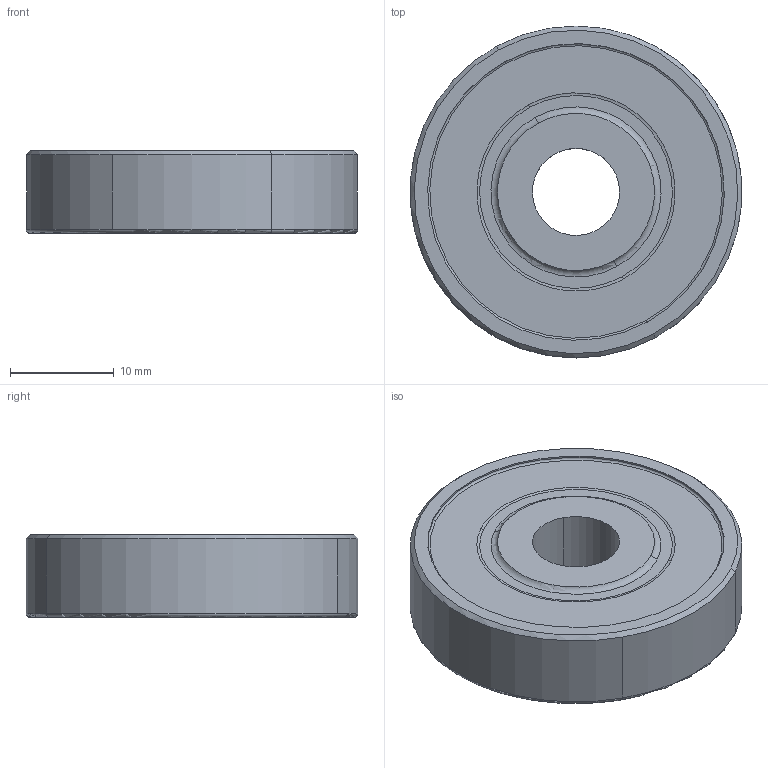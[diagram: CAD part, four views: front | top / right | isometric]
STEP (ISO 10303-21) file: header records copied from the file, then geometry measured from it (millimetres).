
FILE_DESCRIPTION(('CATIA V5 STEP Exchange','CAx-IF Rec.Pracs.--- Model Styling and Organization---1.2---2011-12-15'),'2;1');
FILE_NAME('TR15-F-32-8.0-R0.4.stpl.stp','2019-03-26T07:04:12+00:00',('none'),('none'),'CATIA Version 5 Release 21 SP 5 (IN-10)','CATIA V5 STEP AP214','none');
FILE_SCHEMA(('AUTOMOTIVE_DESIGN { 1 0 10303 214 1 1 1 1 }'));
Length unit declared in the file: millimetre
Products named in the file (1): TR15-F-32-8.0-R0.4
Bounding box: 31.98 x 32 x 8 mm (x, y, z)
Volume: 5611.7 mm3; surface area: 3902 mm2
Topology: 2 solids, 2 shells, 28 faces, 64 edges, 43 vertices
Faces by surface type: torus 10, cylinder 10, plane 6, cone 2
Entity records: 844 total; most frequent: CARTESIAN_POINT 218, ORIENTED_EDGE 116, DIRECTION 98, AXIS2_PLACEMENT_3D 63, EDGE_CURVE 58, CIRCLE 43, VERTEX_POINT 36, EDGE_LOOP 34
